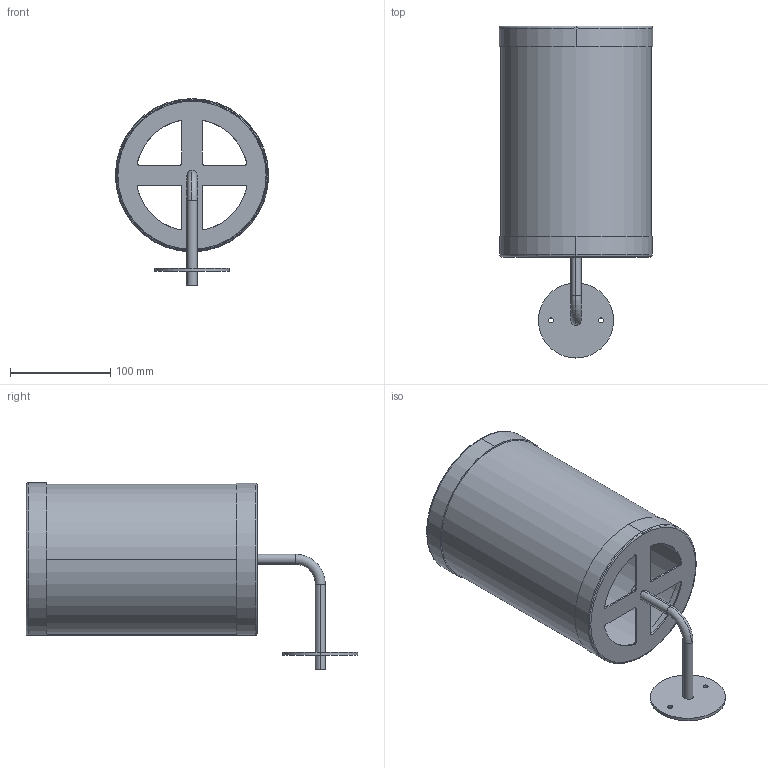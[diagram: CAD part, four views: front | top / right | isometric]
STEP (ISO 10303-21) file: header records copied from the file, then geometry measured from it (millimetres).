
FILE_DESCRIPTION (( 'STEP AP214' ), '1' );
FILE_NAME ('Pierre Wall_Customer CAD.STEP', '2015-05-15T10:21:07', ( '' ), ( '' ), 'SwSTEP 2.0', 'SolidWorks 2012', '' );
FILE_SCHEMA (( 'AUTOMOTIVE_DESIGN' ));
Length unit declared in the file: millimetre
Products named in the file (6): Pierre Wall_Customer CAD; Pierre Wall Back Plate; Pierre Wall Arm_Customer CAD; Pierre Wall Bottom; Pierre Shade 2_Customer CAD; Pierre Wall Top
Assembly tree (5 placements, depth 2):
  Pierre Wall_Customer CAD
    Pierre Wall Back Plate
    Pierre Wall Arm_Customer CAD
    Pierre Wall Bottom
    Pierre Shade 2_Customer CAD
    Pierre Wall Top
Bounding box: 153 x 331.15 x 186.5 mm (x, y, z)
Volume: 193266.5 mm3; surface area: 309413.3 mm2
Topology: 5 solids, 5 shells, 85 faces, 209 edges, 136 vertices
Faces by surface type: cylinder 49, plane 26, torus 10
Entity records: 2843 total; most frequent: DIRECTION 513, CARTESIAN_POINT 438, ORIENTED_EDGE 418, AXIS2_PLACEMENT_3D 211, EDGE_CURVE 209, VERTEX_POINT 136, CIRCLE 118, EDGE_LOOP 107
